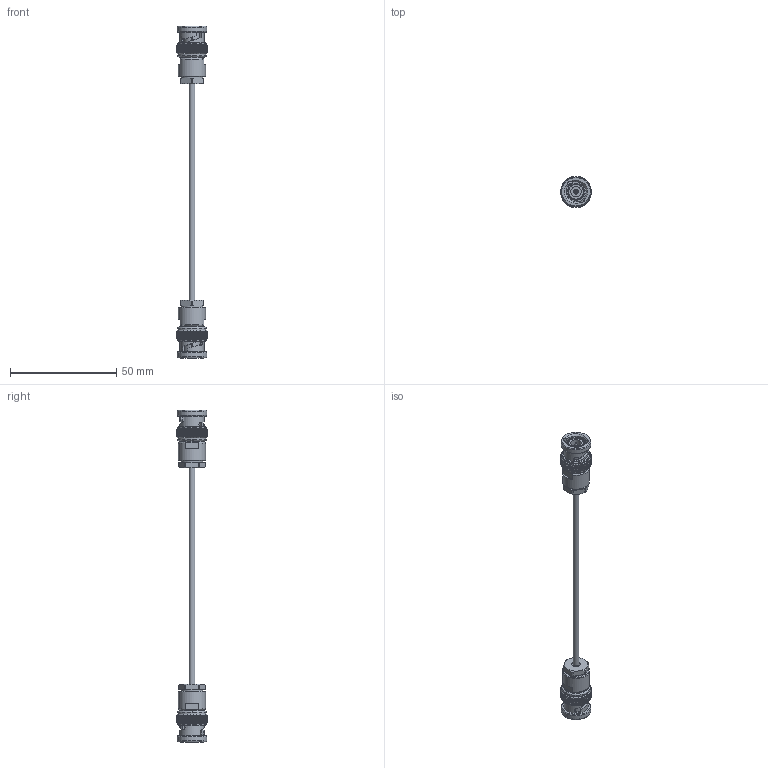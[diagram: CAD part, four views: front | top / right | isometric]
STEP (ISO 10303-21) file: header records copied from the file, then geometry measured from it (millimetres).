
FILE_DESCRIPTION (( 'STEP AP203' ), '1' );
FILE_NAME ('PE3C3152_3D.step', '2021-07-23T15:29:09', ( '' ), ( '' ), 'SwSTEP 2.0', 'SolidWorks 2021', '' );
FILE_SCHEMA (( 'CONFIG_CONTROL_DESIGN' ));
Length unit declared in the file: inch
Products named in the file (3): PE4084^PE3C3152; PE3C3152_3D; RG174AU^PE3C3152_RG174A-U
Assembly tree (3 placements, depth 2):
  PE3C3152_3D
    RG174AU^PE3C3152_RG174A-U
    PE4084^PE3C3152  x2
Bounding box: 14.46 x 14.46 x 155.96 mm (x, y, z)
Volume: 6274.7 mm3; surface area: 6554.8 mm2
Topology: 3 solids, 7 shells, 885 faces, 2027 edges, 1180 vertices
Faces by surface type: plane 352, cone 292, cylinder 211, bspline 26, torus 4
Full cylindrical faces by diameter (mm): 0.711 x2, 1.016 x2, 1.092 x2, 1.27 x4, 1.627 x2, 2.054 x2, 2.184 x2, 2.212 x2, 2.794 x1, 2.9 x2, 3.81 x2, 4.877 x2, 6.904 x2, 7.057 x2, 7.501 x2, 9.395 x2, 9.991 x2, 10.16 x2, 10.922 x2, 11.395 x2, 11.515 x2, 12.7 x2, 13.38 x4, 13.922 x2
Entity records: 14309 total; most frequent: CARTESIAN_POINT 4701, ORIENTED_EDGE 1936, DIRECTION 1872, EDGE_CURVE 968, AXIS2_PLACEMENT_3D 791, VERTEX_POINT 578, EDGE_LOOP 498, FACE_OUTER_BOUND 470
